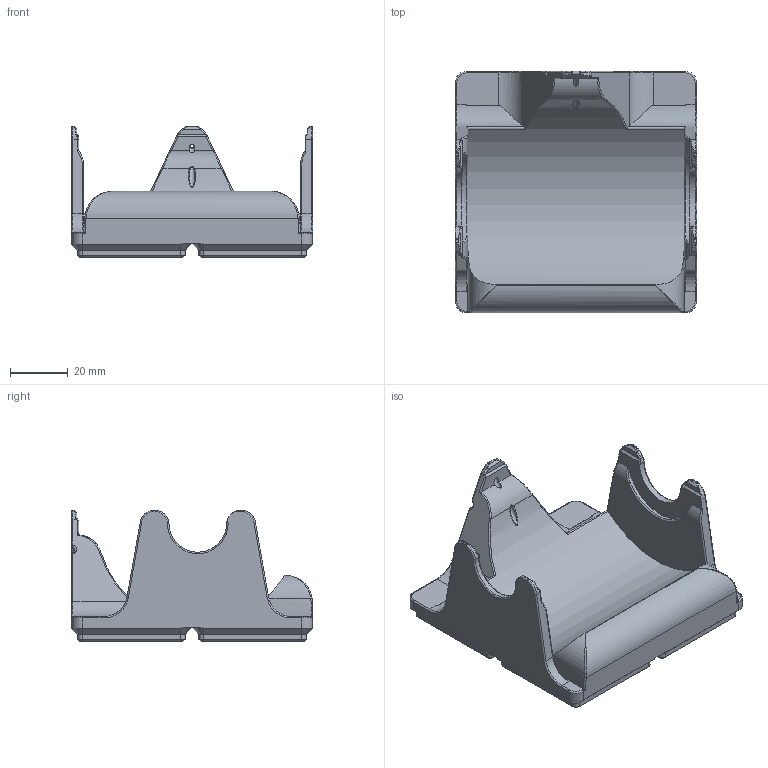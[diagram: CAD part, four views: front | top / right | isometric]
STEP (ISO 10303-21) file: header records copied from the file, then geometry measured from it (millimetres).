
FILE_DESCRIPTION(/* description */ (''),/* implementation_level */ '2;1');
FILE_NAME(/* name */ '1kg Solder holder v4.step',/* time_stamp */ '2022-08-18T17:56:54+02:00',/* author */ (''),/* organization */ (''),/* preprocessor_version */ 'ST-DEVELOPER v19',/* originating_system */ 'Autodesk Translation Framework v11.7.0.108',/* authorisation */ '');
FILE_SCHEMA (('AUTOMOTIVE_DESIGN { 1 0 10303 214 3 1 1 }'));
Length unit declared in the file: millimetre
Products named in the file (2): 1kg Solder holder; Blank Storage
Assembly tree (1 placements, depth 2):
  1kg Solder holder
    Blank Storage
Bounding box: 83.5 x 83.5 x 45.55 mm (x, y, z)
Volume: 91594.7 mm3; surface area: 27799.4 mm2
Topology: 1 solids, 1 shells, 380 faces, 886 edges, 530 vertices
Faces by surface type: plane 131, cylinder 118, bspline 51, torus 48, cone 32
Full cylindrical faces by diameter (mm): 2 x1, 3 x16, 6.5 x16
Entity records: 18114 total; most frequent: CARTESIAN_POINT 9619, DIRECTION 1767, ORIENTED_EDGE 1760, EDGE_CURVE 880, AXIS2_PLACEMENT_3D 712, VERTEX_POINT 530, EDGE_LOOP 412, FACE_OUTER_BOUND 380
